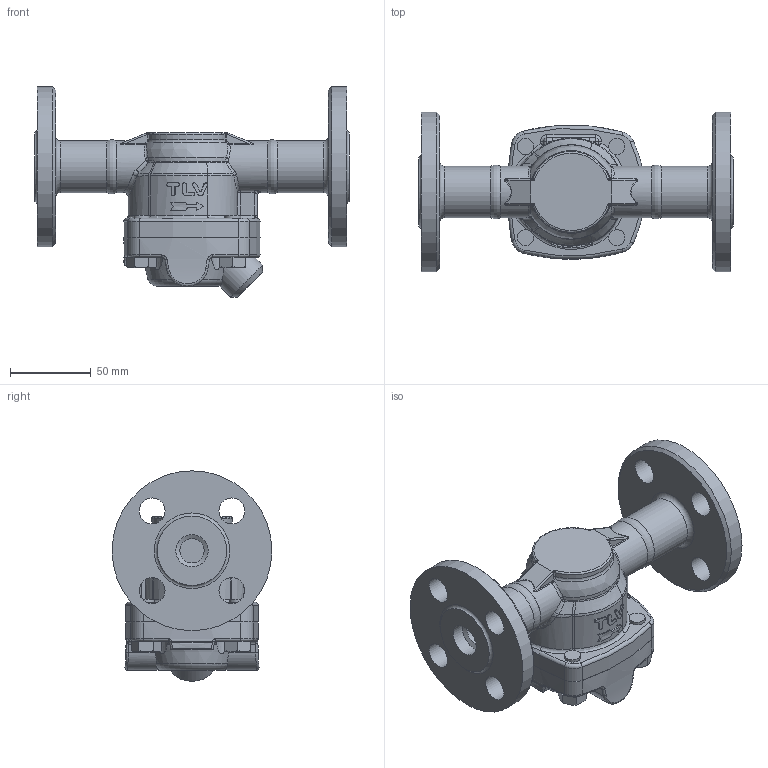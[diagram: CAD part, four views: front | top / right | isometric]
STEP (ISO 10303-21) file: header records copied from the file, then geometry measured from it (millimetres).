
FILE_DESCRIPTION(/* description */ (''),/* implementation_level */ '2;1');
FILE_NAME(/* name */ 'ss1nl-020-a0150-00.stp',/* time_stamp */ '2021-07-20T10:19:50+09:00',/* author */ ('nakaot'),/* organization */ (''),/* preprocessor_version */ 'ST-DEVELOPER v18',/* originating_system */ 'Autodesk Inventor 2020',/* authorisation */ '');
FILE_SCHEMA (('AUTOMOTIVE_DESIGN { 1 0 10303 214 3 1 1 }'));
Length unit declared in the file: millimetre
Products named in the file (1): ss1nl-020-a0150-00
Bounding box: 195 x 99 x 130.27 mm (x, y, z)
Volume: 621433.8 mm3; surface area: 95113.2 mm2
Topology: 1 solids, 1 shells, 425 faces, 1070 edges, 649 vertices
Faces by surface type: bspline 125, cylinder 115, plane 96, torus 47, cone 34, sphere 8
Full cylindrical faces by diameter (mm): 10 x8, 11 x4, 15 x2, 16 x8, 20 x2, 28 x1, 32 x4, 99 x2
Entity records: 20629 total; most frequent: CARTESIAN_POINT 11285, ORIENTED_EDGE 2112, DIRECTION 1714, EDGE_CURVE 1056, AXIS2_PLACEMENT_3D 728, VERTEX_POINT 649, EDGE_LOOP 465, FACE_OUTER_BOUND 425
